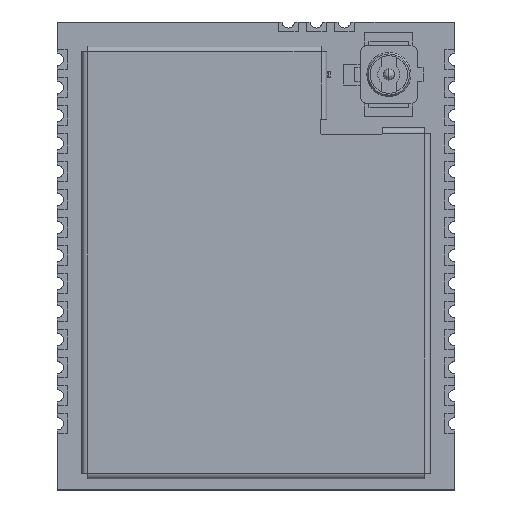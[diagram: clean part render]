
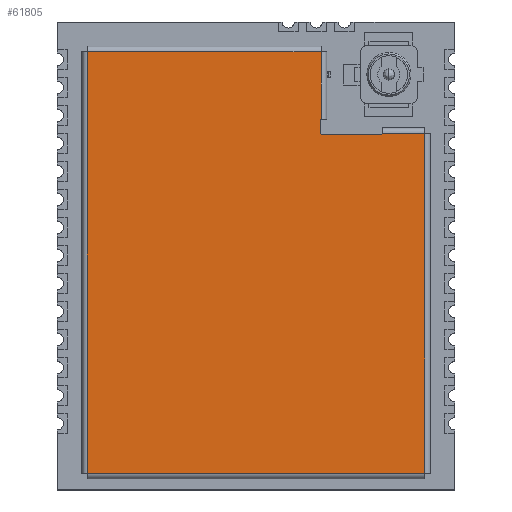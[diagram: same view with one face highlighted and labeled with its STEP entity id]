
A CAD part, top view. The second image highlights one B-rep face of the part: STEP entity #61805.
In plain terms, the highlighted planar face has unit normal (0, 0, 1).
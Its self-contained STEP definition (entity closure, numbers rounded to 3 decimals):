
#106 = ORIENTED_EDGE ( 'NONE', *, *, #82803, .T. ) ;
#1026 = ORIENTED_EDGE ( 'NONE', *, *, #119455, .T. ) ;
#1861 = AXIS2_PLACEMENT_3D ( 'NONE', #27205, #7477, #73284 ) ;
#2172 = LINE ( 'NONE', #85829, #71184 ) ;
#2232 = CARTESIAN_POINT ( 'NONE',  ( 13.4, 13.5, 2.4 ) ) ;
#3054 = CIRCLE ( 'NONE', #87498, 0.1 ) ;
#4403 = AXIS2_PLACEMENT_3D ( 'NONE', #119003, #17033, #16400 ) ;
#5250 = CARTESIAN_POINT ( 'NONE',  ( 0.1, 17.25, 2.4 ) ) ;
#7290 = ORIENTED_EDGE ( 'NONE', *, *, #97980, .T. ) ;
#7477 = DIRECTION ( 'NONE',  ( 0., 0., -1. ) ) ;
#9060 = ORIENTED_EDGE ( 'NONE', *, *, #76623, .T. ) ;
#9521 = CARTESIAN_POINT ( 'NONE',  ( 10.7, 14.187, 2.4 ) ) ;
#9684 = VERTEX_POINT ( 'NONE', #95599 ) ;
#11728 = LINE ( 'NONE', #77467, #101718 ) ;
#13487 = CARTESIAN_POINT ( 'NONE',  ( 10.65, 14.1, 2.4 ) ) ;
#14331 = VERTEX_POINT ( 'NONE', #9521 ) ;
#15400 = ORIENTED_EDGE ( 'NONE', *, *, #108979, .F. ) ;
#16400 = DIRECTION ( 'NONE',  ( -1., 0., 0. ) ) ;
#17033 = DIRECTION ( 'NONE',  ( 0., 0., -1. ) ) ;
#20107 = CARTESIAN_POINT ( 'NONE',  ( 0.1, 0., 2.4 ) ) ;
#20277 = DIRECTION ( 'NONE',  ( 0., -1., 0. ) ) ;
#21261 = CARTESIAN_POINT ( 'NONE',  ( 0.6, 13.55, 2.4 ) ) ;
#21312 = LINE ( 'NONE', #20107, #37847 ) ;
#21807 = DIRECTION ( 'NONE',  ( 0., 0., -1. ) ) ;
#21839 = DIRECTION ( 'NONE',  ( 1., 0., 0. ) ) ;
#25471 = CIRCLE ( 'NONE', #1861, 0.1 ) ;
#27205 = CARTESIAN_POINT ( 'NONE',  ( 10.75, 13.6, 2.4 ) ) ;
#27576 = VERTEX_POINT ( 'NONE', #5250 ) ;
#27849 = ORIENTED_EDGE ( 'NONE', *, *, #115032, .F. ) ;
#28604 = ORIENTED_EDGE ( 'NONE', *, *, #54843, .F. ) ;
#30449 = LINE ( 'NONE', #21261, #71622 ) ;
#32823 = AXIS2_PLACEMENT_3D ( 'NONE', #96817, #21807, #48785 ) ;
#34959 = EDGE_CURVE ( 'NONE', #95179, #72153, #3054, .T. ) ;
#35971 = VERTEX_POINT ( 'NONE', #13487 ) ;
#37156 = VERTEX_POINT ( 'NONE', #68716 ) ;
#37847 = VECTOR ( 'NONE', #58745, 1000. ) ;
#38659 = LINE ( 'NONE', #104468, #43822 ) ;
#39136 = VECTOR ( 'NONE', #68432, 1000. ) ;
#39496 = CARTESIAN_POINT ( 'NONE',  ( 0.6, -1.85, 2.4 ) ) ;
#41226 = LINE ( 'NONE', #99676, #71413 ) ;
#43822 = VECTOR ( 'NONE', #20277, 1000. ) ;
#46991 = EDGE_CURVE ( 'NONE', #88033, #9684, #41226, .T. ) ;
#47711 = VERTEX_POINT ( 'NONE', #102815 ) ;
#48785 = DIRECTION ( 'NONE',  ( -1., 0., 0. ) ) ;
#51128 = CARTESIAN_POINT ( 'NONE',  ( 10.65, 13.6, 2.4 ) ) ;
#54277 = DIRECTION ( 'NONE',  ( -1., 0., 0. ) ) ;
#54612 = VECTOR ( 'NONE', #54277, 1000. ) ;
#54843 = EDGE_CURVE ( 'NONE', #27576, #47711, #2172, .T. ) ;
#55934 = ORIENTED_EDGE ( 'NONE', *, *, #34959, .F. ) ;
#58745 = DIRECTION ( 'NONE',  ( 0., 1., 0. ) ) ;
#59765 = CARTESIAN_POINT ( 'NONE',  ( 13.487, 13.55, 2.4 ) ) ;
#60333 = DIRECTION ( 'NONE',  ( 0., -1., 0. ) ) ;
#61805 = ADVANCED_FACE ( 'NONE', ( #81562 ), #80328, .F. ) ;
#62272 = VERTEX_POINT ( 'NONE', #51128 ) ;
#63794 = EDGE_LOOP ( 'NONE', ( #28604, #77587, #27849, #92412, #81534, #55934, #9060, #1026, #106, #7290, #15400 ) ) ;
#66400 = LINE ( 'NONE', #94679, #54612 ) ;
#66454 = DIRECTION ( 'NONE',  ( 0., 1., 0. ) ) ;
#67034 = DIRECTION ( 'NONE',  ( 0., 0., 1. ) ) ;
#67426 = VERTEX_POINT ( 'NONE', #99026 ) ;
#67633 = EDGE_CURVE ( 'NONE', #67426, #27576, #21312, .T. ) ;
#67665 = CARTESIAN_POINT ( 'NONE',  ( 13.4, 13.6, 2.4 ) ) ;
#68432 = DIRECTION ( 'NONE',  ( -1., 0., 0. ) ) ;
#68610 = DIRECTION ( 'NONE',  ( 1., 0., 0. ) ) ;
#68716 = CARTESIAN_POINT ( 'NONE',  ( 10.75, 13.5, 2.4 ) ) ;
#71184 = VECTOR ( 'NONE', #68610, 1000. ) ;
#71413 = VECTOR ( 'NONE', #60333, 1000. ) ;
#71622 = VECTOR ( 'NONE', #21839, 1000. ) ;
#72153 = VERTEX_POINT ( 'NONE', #59765 ) ;
#73284 = DIRECTION ( 'NONE',  ( -1., 0., 0. ) ) ;
#76623 = EDGE_CURVE ( 'NONE', #95179, #37156, #66400, .T. ) ;
#77467 = CARTESIAN_POINT ( 'NONE',  ( 10.65, 14.2, 2.4 ) ) ;
#77587 = ORIENTED_EDGE ( 'NONE', *, *, #67633, .F. ) ;
#80328 = PLANE ( 'NONE',  #4403 ) ;
#80768 = EDGE_CURVE ( 'NONE', #72153, #88033, #30449, .T. ) ;
#81534 = ORIENTED_EDGE ( 'NONE', *, *, #80768, .F. ) ;
#81562 = FACE_OUTER_BOUND ( 'NONE', #63794, .T. ) ;
#82803 = EDGE_CURVE ( 'NONE', #62272, #35971, #11728, .T. ) ;
#85806 = CIRCLE ( 'NONE', #32823, 0.1 ) ;
#85829 = CARTESIAN_POINT ( 'NONE',  ( 0.6, 17.25, 2.4 ) ) ;
#87498 = AXIS2_PLACEMENT_3D ( 'NONE', #67665, #67034, #105747 ) ;
#88033 = VERTEX_POINT ( 'NONE', #104924 ) ;
#92412 = ORIENTED_EDGE ( 'NONE', *, *, #46991, .F. ) ;
#94679 = CARTESIAN_POINT ( 'NONE',  ( 10.45, 13.5, 2.4 ) ) ;
#95179 = VERTEX_POINT ( 'NONE', #2232 ) ;
#95533 = LINE ( 'NONE', #39496, #39136 ) ;
#95599 = CARTESIAN_POINT ( 'NONE',  ( 15.4, -1.85, 2.4 ) ) ;
#96817 = CARTESIAN_POINT ( 'NONE',  ( 10.75, 14.1, 2.4 ) ) ;
#97980 = EDGE_CURVE ( 'NONE', #35971, #14331, #85806, .T. ) ;
#99026 = CARTESIAN_POINT ( 'NONE',  ( 0.1, -1.85, 2.4 ) ) ;
#99676 = CARTESIAN_POINT ( 'NONE',  ( 15.4, 0., 2.4 ) ) ;
#101718 = VECTOR ( 'NONE', #66454, 1000. ) ;
#102815 = CARTESIAN_POINT ( 'NONE',  ( 10.7, 17.25, 2.4 ) ) ;
#104468 = CARTESIAN_POINT ( 'NONE',  ( 10.7, 0., 2.4 ) ) ;
#104924 = CARTESIAN_POINT ( 'NONE',  ( 15.4, 13.55, 2.4 ) ) ;
#105747 = DIRECTION ( 'NONE',  ( -1., 0., 0. ) ) ;
#108979 = EDGE_CURVE ( 'NONE', #47711, #14331, #38659, .T. ) ;
#115032 = EDGE_CURVE ( 'NONE', #9684, #67426, #95533, .T. ) ;
#119003 = CARTESIAN_POINT ( 'NONE',  ( 0.6, 0., 2.4 ) ) ;
#119455 = EDGE_CURVE ( 'NONE', #37156, #62272, #25471, .T. ) ;
